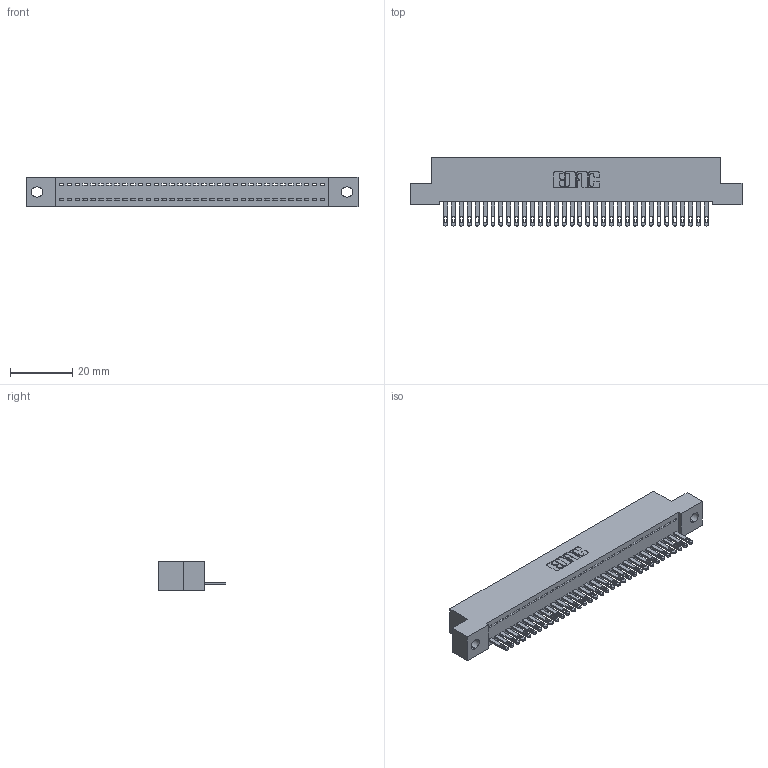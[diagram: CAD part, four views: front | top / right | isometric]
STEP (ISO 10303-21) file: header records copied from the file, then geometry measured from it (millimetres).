
FILE_DESCRIPTION (( 'STEP AP203' ), '1' );
FILE_NAME ('892-034-500-102.STEP', '2020-09-21T15:34:48', ( '' ), ( '' ), 'SwSTEP 2.0', 'SolidWorks 2020', '' );
FILE_SCHEMA (( 'CONFIG_CONTROL_DESIGN' ));
Length unit declared in the file: inch
Products named in the file (3): 842 Part_.128 Slot; 345-292-001_345-293-100; 892-034-500-102
Assembly tree (35 placements, depth 2):
  892-034-500-102
    842 Part_.128 Slot
    345-292-001_345-293-100  x34
Bounding box: 106.68 x 21.85 x 9.4 mm (x, y, z)
Volume: 9293.1 mm3; surface area: 13323.7 mm2
Topology: 35 solids, 35 shells, 1950 faces, 6023 edges, 4014 vertices
Faces by surface type: plane 1294, cylinder 656
Entity records: 21753 total; most frequent: CARTESIAN_POINT 3760, ORIENTED_EDGE 3730, DIRECTION 3189, EDGE_CURVE 1865, VECTOR 1733, LINE 1733, VERTEX_POINT 1242, AXIS2_PLACEMENT_3D 728
